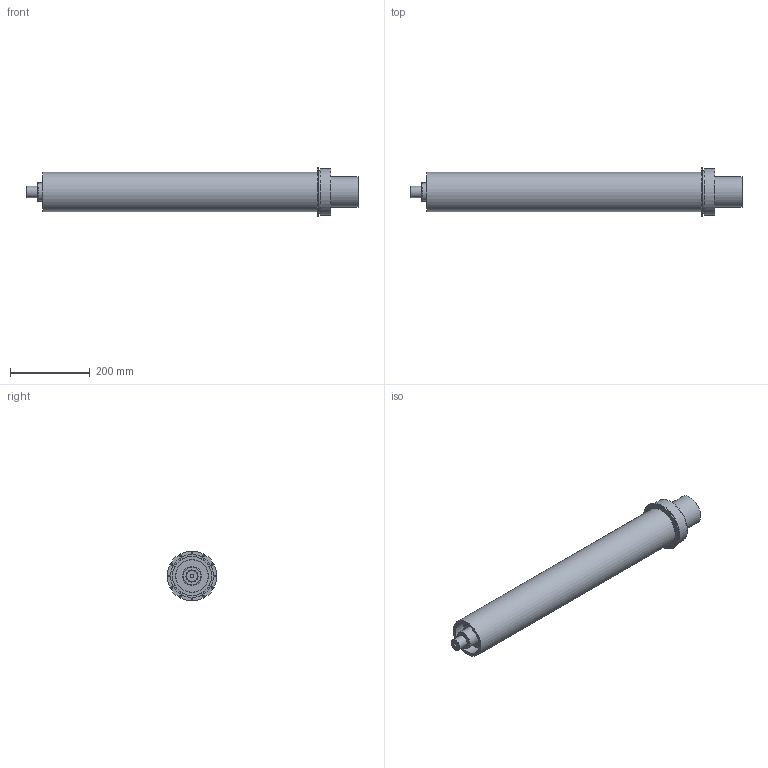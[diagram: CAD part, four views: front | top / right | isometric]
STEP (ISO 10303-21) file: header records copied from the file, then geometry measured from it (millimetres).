
FILE_DESCRIPTION(/* description */ ('STEP AP242','CAx-IF Rec.Pracs.---Representation and Presentation of Product Manufacturing Information (PMI)---4.0---2014-10-13','CAx-IF Rec.Pracs.---3D Tessellated Geometry---0.4---2014-09-14','2;1'),/* implementation_level */ '2;1');
FILE_NAME(/* name */ '68d57eff7a2480680e2e4a1f',/* time_stamp */ '2025-09-25T17:42:23Z',/* author */ (''),/* organization */ (''),/* preprocessor_version */ 'ST-DEVELOPER v20',/* originating_system */ 'ONSHAPE BY PTC INC, 1.204',/* authorisation */ ' ');
FILE_SCHEMA (('AP242_MANAGED_MODEL_BASED_3D_ENGINEERING_MIM_LF { 1 0 10303 442 1 1 4 }'));
Length unit declared in the file: metre
Products named in the file (6): Assembly 1; Part 1
Assembly tree (5 placements, depth 2):
  Assembly 1
    Part 1
    Part 1
    Part 1
    Part 1
    Part 1
Bounding box: 833.91 x 125.1 x 125.1 mm (x, y, z)
Volume: 1337528 mm3; surface area: 579370.3 mm2
Topology: 5 solids, 5 shells, 62 faces, 113 edges, 73 vertices
Faces by surface type: cylinder 32, plane 22, torus 5, cone 3
Full cylindrical faces by diameter (mm): 4.4 x12, 9.284 x1, 28.702 x1, 45.39 x1, 76.454 x1, 77.8 x1, 82 x1, 83.236 x1, 85.09 x1, 92 x1, 92.024 x1, 93.472 x1, 96 x1, 98.476 x1, 98.7 x1, 107.7 x2, 112.3 x1, 113 x1, 117.4 x1, 125.1 x1
Entity records: 1566 total; most frequent: DIRECTION 282, CARTESIAN_POINT 214, ORIENTED_EDGE 146, EDGE_LOOP 146, FACE_BOUND 146, AXIS2_PLACEMENT_3D 141, EDGE_CURVE 73, VERTEX_POINT 73
